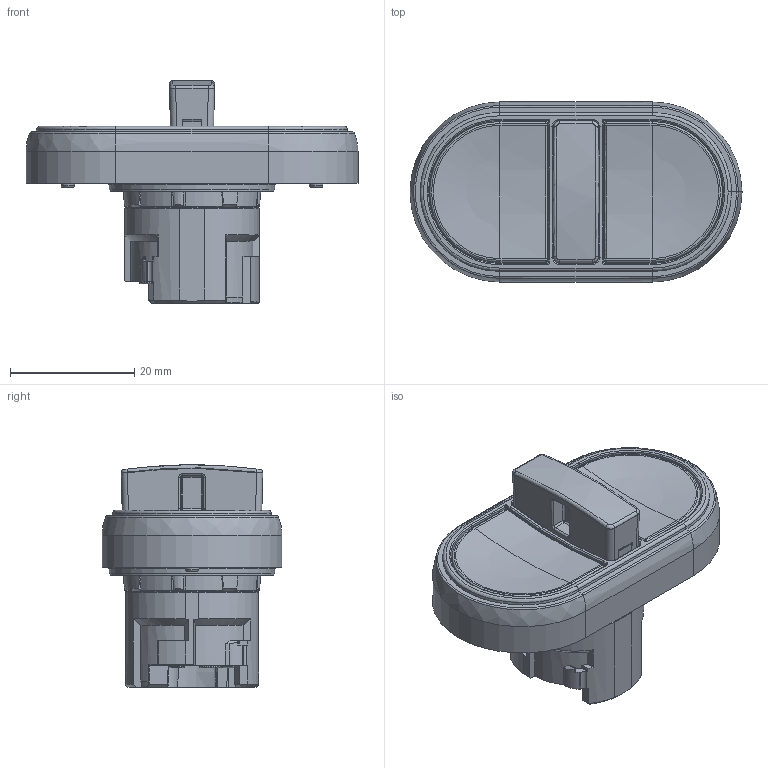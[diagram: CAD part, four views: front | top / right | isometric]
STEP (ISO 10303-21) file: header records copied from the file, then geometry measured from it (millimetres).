
FILE_DESCRIPTION(/* description */ (''),/* implementation_level */ '2;1');
FILE_NAME(/* name */ 'FILE_STP_CAD_DRAWING_LPSB73_CATALOG_prt.stp',/* time_stamp */ '2020-10-16T13:38:37+02:00',/* author */ (''),/* organization */ (''),/* preprocessor_version */ 'ST-DEVELOPER v16.7',/* originating_system */ 'SIEMENS PLM Software NX 12.0',/* authorisation */ '');
FILE_SCHEMA (('AUTOMOTIVE_DESIGN { 1 0 10303 214 3 1 1 1 }'));
Length unit declared in the file: millimetre
Products named in the file (1): LPSB73_CATALOG
Bounding box: 53.5 x 29 x 35.84 mm (x, y, z)
Surface area: 11290 mm2 (no closed solid volume)
Topology: 0 solids, 10 shells, 720 faces, 2327 edges, 1556 vertices
Faces by surface type: plane 247, cylinder 179, cone 134, bspline 96, sphere 36, torus 28
Full cylindrical faces by diameter (mm): 3.7 x2, 8.2 x1, 20.5 x1, 25.7 x1, 26.4 x1
Entity records: 29990 total; most frequent: CARTESIAN_POINT 10686, DIRECTION 3941, ORIENTED_EDGE 3925, EDGE_CURVE 2256, AXIS2_PLACEMENT_3D 1560, VERTEX_POINT 1538, LINE 821, VECTOR 821
